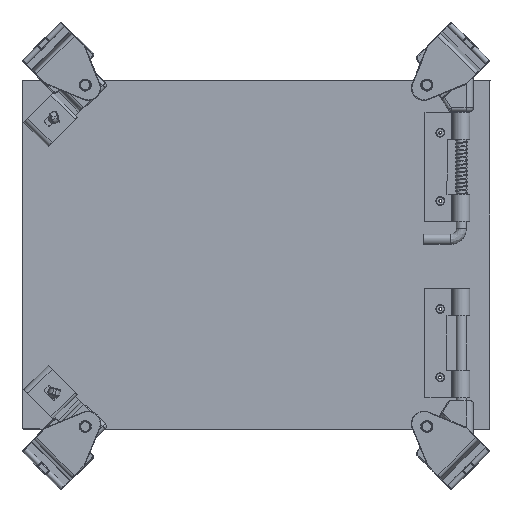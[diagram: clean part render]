
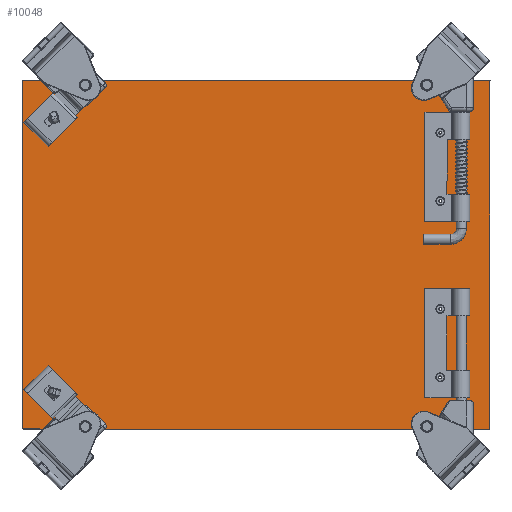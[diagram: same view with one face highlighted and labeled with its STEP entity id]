
A CAD part, top view. The second image highlights one B-rep face of the part: STEP entity #10048.
In plain terms, the highlighted planar face has unit normal (0.002, 0, 1).
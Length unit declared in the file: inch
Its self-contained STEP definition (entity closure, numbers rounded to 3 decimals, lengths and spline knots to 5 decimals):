
#104 = DIRECTION ( 'NONE',  ( -1., 0., 0.002 ) ) ;
#642 = VERTEX_POINT ( 'NONE', #18633 ) ;
#1009 = AXIS2_PLACEMENT_3D ( 'NONE', #42371, #9778, #46255 ) ;
#1482 = EDGE_LOOP ( 'NONE', ( #15923 ) ) ;
#1949 = CIRCLE ( 'NONE', #1009, 0.07 ) ;
#2636 = CARTESIAN_POINT ( 'NONE',  ( 4.27887, -3.17102, -2.33689 ) ) ;
#2918 = DIRECTION ( 'NONE',  ( 0., -1., 0. ) ) ;
#3025 = DIRECTION ( 'NONE',  ( 0., 1., 0. ) ) ;
#3032 = ORIENTED_EDGE ( 'NONE', *, *, #22765, .T. ) ;
#3281 = LINE ( 'NONE', #49595, #50780 ) ;
#4454 = EDGE_LOOP ( 'NONE', ( #49347, #40498, #5612, #14546 ) ) ;
#5612 = ORIENTED_EDGE ( 'NONE', *, *, #53528, .F. ) ;
#5913 = DIRECTION ( 'NONE',  ( -0.002, 0., -1. ) ) ;
#6204 = CARTESIAN_POINT ( 'NONE',  ( 4.28164, 3.20398, -2.33689 ) ) ;
#6599 = CIRCLE ( 'NONE', #55280, 0.07 ) ;
#6912 = VERTEX_POINT ( 'NONE', #2636 ) ;
#7003 = AXIS2_PLACEMENT_3D ( 'NONE', #30501, #16728, #53494 ) ;
#7370 = EDGE_CURVE ( 'NONE', #41559, #41559, #1949, .T. ) ;
#8635 = DIRECTION ( 'NONE',  ( -1., 0., 0.002 ) ) ;
#8764 = AXIS2_PLACEMENT_3D ( 'NONE', #56420, #5913, #24168 ) ;
#9554 = CARTESIAN_POINT ( 'NONE',  ( 3.30123, 2.2547, -2.33511 ) ) ;
#9778 = DIRECTION ( 'NONE',  ( -0.002, 0., -1. ) ) ;
#10048 = ADVANCED_FACE ( 'NONE', ( #42411, #34311, #57305, #29542, #10988, #16053, #46862 ), #28956, .F. ) ;
#10649 = CARTESIAN_POINT ( 'NONE',  ( -4.28362, -3.1673, -2.32135 ) ) ;
#10988 = FACE_BOUND ( 'NONE', #25453, .T. ) ;
#12471 = LINE ( 'NONE', #30424, #55722 ) ;
#13123 = DIRECTION ( 'NONE',  ( -0.002, 0., -1. ) ) ;
#13422 = DIRECTION ( 'NONE',  ( -1., 0., 0.002 ) ) ;
#13523 = ORIENTED_EDGE ( 'NONE', *, *, #42003, .T. ) ;
#14546 = ORIENTED_EDGE ( 'NONE', *, *, #37186, .F. ) ;
#15923 = ORIENTED_EDGE ( 'NONE', *, *, #34369, .T. ) ;
#16053 = FACE_BOUND ( 'NONE', #1482, .T. ) ;
#16606 = CARTESIAN_POINT ( 'NONE',  ( 3.30068, 1.0047, -2.33511 ) ) ;
#16728 = DIRECTION ( 'NONE',  ( -0.002, 0., -1. ) ) ;
#17410 = DIRECTION ( 'NONE',  ( -0.002, 0., -1. ) ) ;
#18218 = CARTESIAN_POINT ( 'NONE',  ( -4.28362, -3.1673, -2.32135 ) ) ;
#18458 = ORIENTED_EDGE ( 'NONE', *, *, #7370, .T. ) ;
#18633 = CARTESIAN_POINT ( 'NONE',  ( -4.28085, 3.2077, -2.32135 ) ) ;
#19351 = CARTESIAN_POINT ( 'NONE',  ( -3.81384, 2.52949, -2.32219 ) ) ;
#20823 = CIRCLE ( 'NONE', #33246, 0.125 ) ;
#21338 = AXIS2_PLACEMENT_3D ( 'NONE', #46719, #23431, #42262 ) ;
#22159 = VERTEX_POINT ( 'NONE', #10649 ) ;
#22765 = EDGE_CURVE ( 'NONE', #39707, #39707, #24132, .T. ) ;
#23431 = DIRECTION ( 'NONE',  ( -0.002, 0., -1. ) ) ;
#23561 = ORIENTED_EDGE ( 'NONE', *, *, #56618, .T. ) ;
#24132 = CIRCLE ( 'NONE', #31763, 0.07 ) ;
#24168 = DIRECTION ( 'NONE',  ( -1., 0., 0.002 ) ) ;
#25176 = CIRCLE ( 'NONE', #7003, 0.125 ) ;
#25453 = EDGE_LOOP ( 'NONE', ( #42788 ) ) ;
#27026 = EDGE_LOOP ( 'NONE', ( #3032 ) ) ;
#27478 = LINE ( 'NONE', #18218, #54802 ) ;
#27829 = EDGE_CURVE ( 'NONE', #49296, #6912, #12471, .T. ) ;
#28055 = CIRCLE ( 'NONE', #21338, 0.07 ) ;
#28956 = PLANE ( 'NONE',  #8764 ) ;
#29542 = FACE_BOUND ( 'NONE', #33450, .T. ) ;
#30424 = CARTESIAN_POINT ( 'NONE',  ( 4.28025, 0.01648, -2.33689 ) ) ;
#30501 = CARTESIAN_POINT ( 'NONE',  ( -3.69102, -2.48956, -2.32242 ) ) ;
#30676 = VERTEX_POINT ( 'NONE', #48308 ) ;
#30797 = DIRECTION ( 'NONE',  ( 1., 0., -0.002 ) ) ;
#31763 = AXIS2_PLACEMENT_3D ( 'NONE', #54479, #17410, #35965 ) ;
#32404 = DIRECTION ( 'NONE',  ( -0.002, 0., -1. ) ) ;
#33246 = AXIS2_PLACEMENT_3D ( 'NONE', #42273, #32404, #104 ) ;
#33450 = EDGE_LOOP ( 'NONE', ( #18458 ) ) ;
#33485 = EDGE_LOOP ( 'NONE', ( #23561 ) ) ;
#34311 = FACE_BOUND ( 'NONE', #33485, .T. ) ;
#34369 = EDGE_CURVE ( 'NONE', #56688, #56688, #20823, .T. ) ;
#34797 = VERTEX_POINT ( 'NONE', #53017 ) ;
#35965 = DIRECTION ( 'NONE',  ( -1., 0., 0.002 ) ) ;
#37186 = EDGE_CURVE ( 'NONE', #22159, #642, #54123, .T. ) ;
#39456 = EDGE_CURVE ( 'NONE', #30676, #30676, #25176, .T. ) ;
#39609 = EDGE_CURVE ( 'NONE', #6912, #22159, #27478, .T. ) ;
#39707 = VERTEX_POINT ( 'NONE', #48971 ) ;
#40498 = ORIENTED_EDGE ( 'NONE', *, *, #27829, .F. ) ;
#41559 = VERTEX_POINT ( 'NONE', #9554 ) ;
#41989 = EDGE_LOOP ( 'NONE', ( #13523 ) ) ;
#42003 = EDGE_CURVE ( 'NONE', #43825, #43825, #6599, .T. ) ;
#42262 = DIRECTION ( 'NONE',  ( -1., 0., 0.002 ) ) ;
#42273 = CARTESIAN_POINT ( 'NONE',  ( -3.68884, 2.52944, -2.32242 ) ) ;
#42371 = CARTESIAN_POINT ( 'NONE',  ( 3.37123, 2.25467, -2.33523 ) ) ;
#42411 = FACE_BOUND ( 'NONE', #27026, .T. ) ;
#42788 = ORIENTED_EDGE ( 'NONE', *, *, #39456, .T. ) ;
#43825 = VERTEX_POINT ( 'NONE', #16606 ) ;
#43982 = CARTESIAN_POINT ( 'NONE',  ( -4.28085, 3.2077, -2.32135 ) ) ;
#46255 = DIRECTION ( 'NONE',  ( -1., 0., 0.002 ) ) ;
#46719 = CARTESIAN_POINT ( 'NONE',  ( 3.36983, -0.97093, -2.33523 ) ) ;
#46862 = FACE_OUTER_BOUND ( 'NONE', #4454, .T. ) ;
#48308 = CARTESIAN_POINT ( 'NONE',  ( -3.81602, -2.48951, -2.32219 ) ) ;
#48971 = CARTESIAN_POINT ( 'NONE',  ( 3.29928, -2.2209, -2.33511 ) ) ;
#49296 = VERTEX_POINT ( 'NONE', #6204 ) ;
#49347 = ORIENTED_EDGE ( 'NONE', *, *, #39609, .F. ) ;
#49595 = CARTESIAN_POINT ( 'NONE',  ( 4.28164, 3.20398, -2.33689 ) ) ;
#49875 = CARTESIAN_POINT ( 'NONE',  ( 3.37068, 1.00467, -2.33523 ) ) ;
#50780 = VECTOR ( 'NONE', #30797, 39.37008 ) ;
#53017 = CARTESIAN_POINT ( 'NONE',  ( 3.29983, -0.9709, -2.33511 ) ) ;
#53494 = DIRECTION ( 'NONE',  ( -1., 0., 0.002 ) ) ;
#53528 = EDGE_CURVE ( 'NONE', #642, #49296, #3281, .T. ) ;
#54123 = LINE ( 'NONE', #43982, #56317 ) ;
#54479 = CARTESIAN_POINT ( 'NONE',  ( 3.36928, -2.22093, -2.33523 ) ) ;
#54802 = VECTOR ( 'NONE', #8635, 39.37008 ) ;
#55280 = AXIS2_PLACEMENT_3D ( 'NONE', #49875, #13123, #13422 ) ;
#55722 = VECTOR ( 'NONE', #2918, 39.37008 ) ;
#56317 = VECTOR ( 'NONE', #3025, 39.37008 ) ;
#56420 = CARTESIAN_POINT ( 'NONE',  ( -0.00099, 0.01834, -2.32912 ) ) ;
#56618 = EDGE_CURVE ( 'NONE', #34797, #34797, #28055, .T. ) ;
#56688 = VERTEX_POINT ( 'NONE', #19351 ) ;
#57305 = FACE_BOUND ( 'NONE', #41989, .T. ) ;
